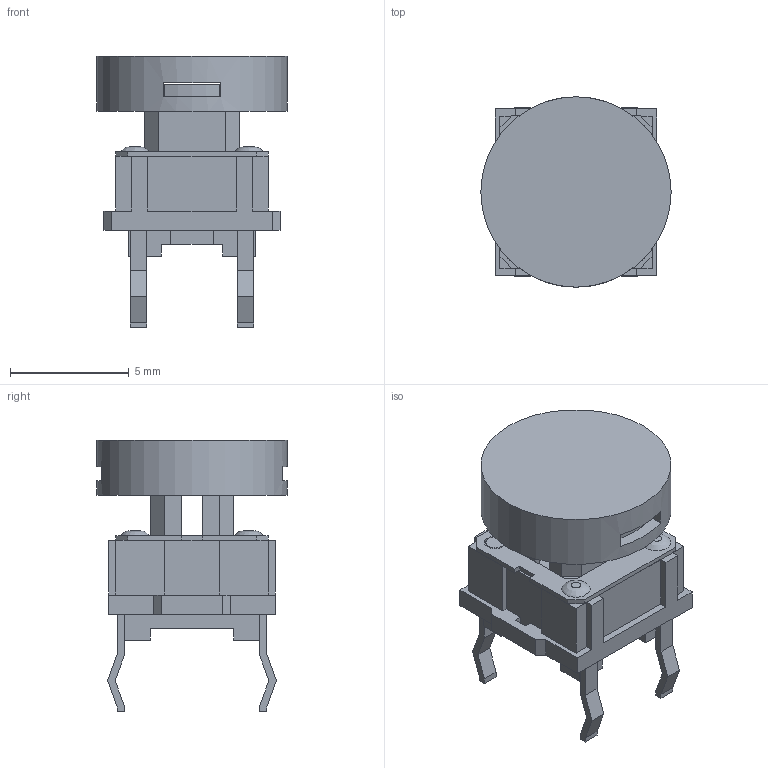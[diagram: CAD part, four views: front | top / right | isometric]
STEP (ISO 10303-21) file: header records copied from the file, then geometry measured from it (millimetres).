
FILE_DESCRIPTION((' '),'2;1');
FILE_NAME('TL1265xQRxxx.stp','2017-07-26T16:14:26',(' '),(' '),' ','ACIS',' ');
FILE_SCHEMA(('CONFIG_CONTROL_DESIGN'));
Length unit declared in the file: inch
Products named in the file (5): TL1265xQRxxx.stp; Body1; Body2; Body3; Body4
Assembly tree (4 placements, depth 2):
  TL1265xQRxxx.stp
    Body1
    Body2
    Body3
    Body4
Bounding box: 8 x 8 x 11.4 mm (x, y, z)
Volume: 239.1 mm3; surface area: 679 mm2
Topology: 5 solids, 6 shells, 251 faces, 701 edges, 459 vertices
Faces by surface type: plane 221, cylinder 19, cone 6, bspline 5
Full cylindrical faces by diameter (mm): 0.8 x4, 0.9 x4, 2.6 x1, 5 x1, 8 x1
Entity records: 8670 total; most frequent: CARTESIAN_POINT 1582, ORIENTED_EDGE 1354, DIRECTION 1252, EDGE_CURVE 677, VECTOR 604, LINE 604, VERTEX_POINT 453, AXIS2_PLACEMENT_3D 324
